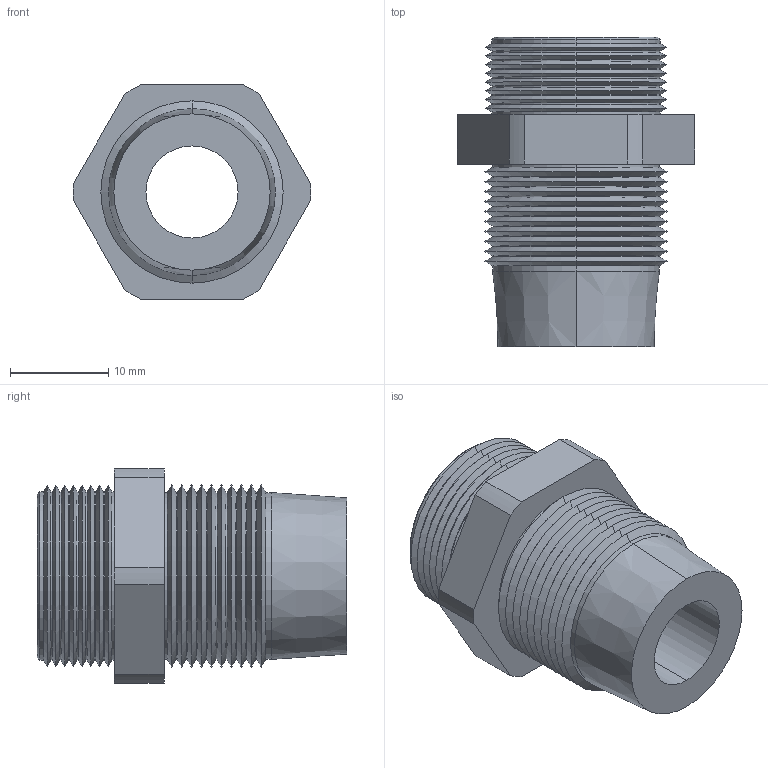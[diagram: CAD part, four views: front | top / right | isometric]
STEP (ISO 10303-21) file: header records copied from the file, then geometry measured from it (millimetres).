
FILE_DESCRIPTION (( 'STEP AP214' ), '1' );
FILE_NAME ('CG-PG11.STEP', '2007-11-09T16:37:39', ( ' ' ), ( ' ' ), 'SwSTEP 2.0', 'SolidWorks 2007', '' );
FILE_SCHEMA (( 'AUTOMOTIVE_DESIGN' ));
Length unit declared in the file: inch
Products named in the file (1): CG-PG11
Bounding box: 24.25 x 31.57 x 21.84 mm (x, y, z)
Volume: 4760.7 mm3; surface area: 4475.4 mm2
Topology: 1 solids, 1 shells, 137 faces, 284 edges, 152 vertices
Faces by surface type: cone 76, cylinder 50, plane 11
Entity records: 3716 total; most frequent: DIRECTION 700, CARTESIAN_POINT 574, ORIENTED_EDGE 568, EDGE_CURVE 284, AXIS2_PLACEMENT_3D 278, VERTEX_POINT 152, VECTOR 144, LINE 144
